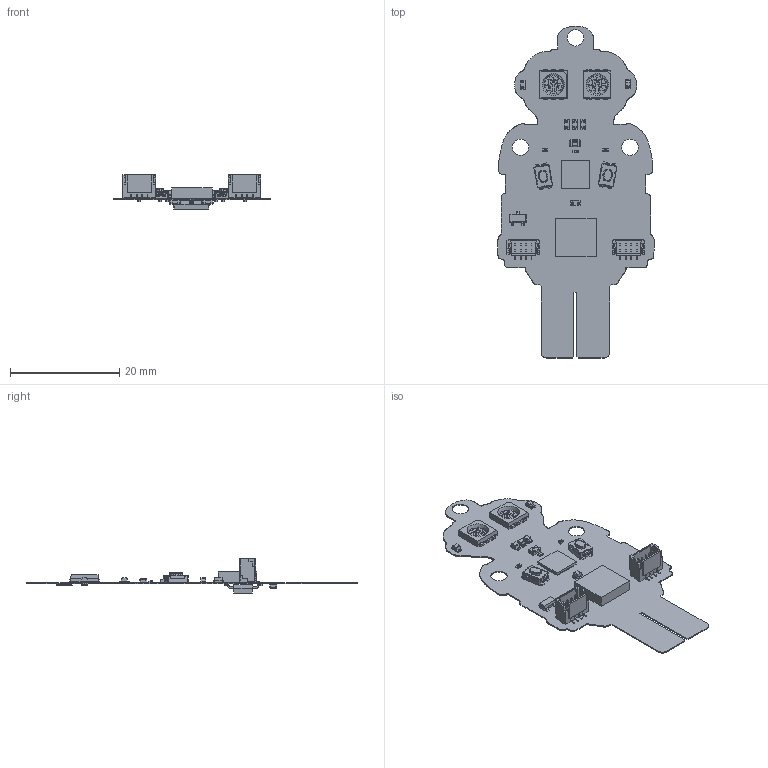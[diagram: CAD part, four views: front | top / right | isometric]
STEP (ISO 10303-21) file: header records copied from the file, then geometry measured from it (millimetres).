
FILE_DESCRIPTION(('Open CASCADE Model'),'2;1');
FILE_NAME('Open CASCADE Shape Model','2025-10-09T07:12:04',('Author'),( 'Open CASCADE'),'Open CASCADE STEP processor 7.5','Open CASCADE 7.5' ,'Unknown');
FILE_SCHEMA(('AUTOMOTIVE_DESIGN { 1 0 10303 214 1 1 1 1 }'));
Length unit declared in the file: millimetre
Products named in the file (76): PCB; Board; Open CASCADE STEP translator 7.5 1.1.1; U2; SOT-223; T1; SOT-23; STAT; 0603 LED Green; Solid1; Solid4; R6; User Library-R SMD 0402; User Library-R SMD 0402_0402 BODY; User Library-R SMD 0402_0402 PAD; User Library-R SMD 0402_0402 OPIS; R5; D7; 0603 LED Red; Pad; Pad005; Pad001; Pad004; Pad003; Lens; D6; D5; D4; User Library-LTST-C190TBKT; User Library-LTST-C190TBKT_Pad; User Library-LTST-C190TBKT_Pad005; User Library-LTST-C190TBKT_Pad001; User Library-LTST-C190TBKT_Pad004; User Library-LTST-C190TBKT_Pad003; User Library-LTST-C190TBKT_Lens; D3; R9; R8; R7; P1 ...
Assembly tree (96 placements, depth 4):
  PCB
    Board
      Open CASCADE STEP translator 7.5 1.1.1
    U2
      SOT-223
    T1
      SOT-23
    STAT
      0603 LED Green
        Solid1
        Solid4
        Solid1
        Solid1
        Solid4
        Solid1
        Solid1
        Solid1
    R6
      User Library-R SMD 0402
        User Library-R SMD 0402_0402 BODY
        User Library-R SMD 0402_0402 PAD  x2
        User Library-R SMD 0402_0402 OPIS
    R5
      User Library-R SMD 0402
        User Library-R SMD 0402_0402 BODY
        User Library-R SMD 0402_0402 PAD  x2
        User Library-R SMD 0402_0402 OPIS
    D7
      0603 LED Red
        Pad
        Pad005
        Pad001
        Pad004
        Pad003
        Lens
    D6
      0603 LED Red
        Pad
        Pad005
        Pad001
        Pad004
        Pad003
        Lens
    D5
      0603 LED Red
        Pad
        Pad005
        Pad001
        Pad004
        Pad003
        Lens
    D4
      User Library-LTST-C190TBKT
        User Library-LTST-C190TBKT_Pad
        User Library-LTST-C190TBKT_Pad005
        User Library-LTST-C190TBKT_Pad001
        User Library-LTST-C190TBKT_Pad004
        User Library-LTST-C190TBKT_Pad003
        User Library-LTST-C190TBKT_Lens
    D3
Bounding box: 28.63 x 60.66 x 6.32 mm (x, y, z)
Volume: 555.5 mm3; surface area: 3740.9 mm2
Topology: 204 solids, 204 shells, 4494 faces, 12998 edges, 10434 vertices
Faces by surface type: plane 2916, cylinder 1012, bspline 502, sphere 32, torus 22, revolution 8, cone 2
Full cylindrical faces by diameter (mm): 1.3 x2, 3 x3
Entity records: 100249 total; most frequent: CARTESIAN_POINT 22499, DIRECTION 14211, ORIENTED_EDGE 12956, EDGE_CURVE 6478, LINE 6111, VECTOR 6111, VERTEX_POINT 4242, AXIS2_PLACEMENT_3D 4046
